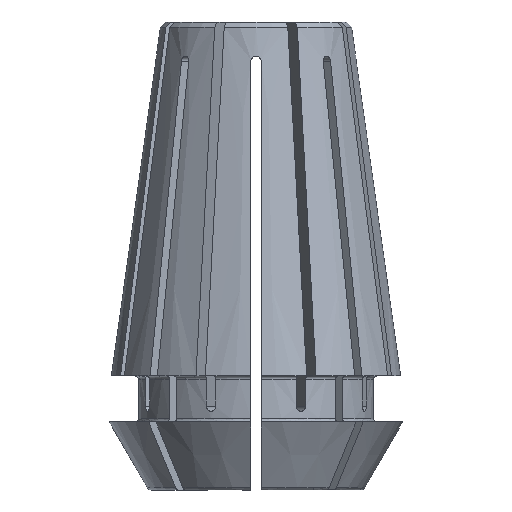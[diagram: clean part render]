
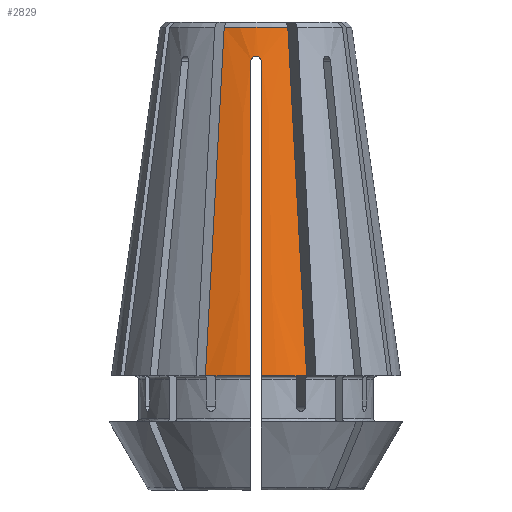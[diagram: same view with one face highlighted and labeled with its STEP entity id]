
A CAD part, front view. The second image highlights one B-rep face of the part: STEP entity #2829.
In plain terms, the highlighted conical face has half-angle 8 degrees and reference radius 5.577 mm.
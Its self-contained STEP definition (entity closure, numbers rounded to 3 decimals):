
#565=B_SPLINE_CURVE_WITH_KNOTS('',3,(#3676,#3677,#3678,#3679),
 .UNSPECIFIED.,.F.,.U.,(4,4),(0.,0.021),
 .UNSPECIFIED.);
#566=B_SPLINE_CURVE_WITH_KNOTS('',3,(#3684,#3685,#3686,#3687),
 .UNSPECIFIED.,.F.,.U.,(4,4),(0.009,0.027),
 .UNSPECIFIED.);
#567=B_SPLINE_CURVE_WITH_KNOTS('',3,(#3689,#3690,#3691,#3692,#3693),
 .UNSPECIFIED.,.F.,.U.,(4,1,4),(0.,0.,
0.),.UNSPECIFIED.);
#568=B_SPLINE_CURVE_WITH_KNOTS('',3,(#3695,#3696,#3697,#3698),
 .UNSPECIFIED.,.F.,.U.,(4,4),(0.009,0.027),
 .UNSPECIFIED.);
#569=B_SPLINE_CURVE_WITH_KNOTS('',3,(#3702,#3703,#3704,#3705),
 .UNSPECIFIED.,.F.,.U.,(4,4),(0.,0.021),
 .UNSPECIFIED.);
#805=VERTEX_POINT('',#3680);
#806=VERTEX_POINT('',#3681);
#807=VERTEX_POINT('',#3683);
#808=VERTEX_POINT('',#3688);
#809=VERTEX_POINT('',#3694);
#810=VERTEX_POINT('',#3699);
#811=VERTEX_POINT('',#3701);
#812=VERTEX_POINT('',#3706);
#1029=CIRCLE('',#3024,8.5);
#1030=CIRCLE('',#3025,8.5);
#1031=CIRCLE('',#3026,5.619);
#1250=EDGE_CURVE('',#805,#806,#565,.T.);
#1251=EDGE_CURVE('',#805,#807,#1029,.T.);
#1252=EDGE_CURVE('',#808,#807,#566,.T.);
#1253=EDGE_CURVE('',#808,#809,#567,.T.);
#1254=EDGE_CURVE('',#809,#810,#568,.T.);
#1255=EDGE_CURVE('',#810,#811,#1030,.T.);
#1256=EDGE_CURVE('',#812,#811,#569,.T.);
#1257=EDGE_CURVE('',#806,#812,#1031,.T.);
#1730=ORIENTED_EDGE('',*,*,#1250,.F.);
#1731=ORIENTED_EDGE('',*,*,#1251,.T.);
#1732=ORIENTED_EDGE('',*,*,#1252,.F.);
#1733=ORIENTED_EDGE('',*,*,#1253,.T.);
#1734=ORIENTED_EDGE('',*,*,#1254,.T.);
#1735=ORIENTED_EDGE('',*,*,#1255,.T.);
#1736=ORIENTED_EDGE('',*,*,#1256,.F.);
#1737=ORIENTED_EDGE('',*,*,#1257,.F.);
#2519=EDGE_LOOP('',(#1730,#1731,#1732,#1733,#1734,#1735,#1736,#1737));
#2674=FACE_BOUND('',#2519,.T.);
#2829=ADVANCED_FACE('',(#2674),#5307,.T.);
#3023=AXIS2_PLACEMENT_3D('',#3675,#4836,#4837);
#3024=AXIS2_PLACEMENT_3D('',#3682,#4838,#4839);
#3025=AXIS2_PLACEMENT_3D('',#3700,#4840,#4841);
#3026=AXIS2_PLACEMENT_3D('',#3707,#4842,#4843);
#3675=CARTESIAN_POINT('',(0.,0.,27.5));
#3676=CARTESIAN_POINT('',(-2.974,-7.963,6.7));
#3677=CARTESIAN_POINT('',(-2.606,-7.075,13.533));
#3678=CARTESIAN_POINT('',(-2.238,-6.187,20.367));
#3679=CARTESIAN_POINT('',(-1.87,-5.299,27.2));
#3680=CARTESIAN_POINT('',(-2.974,-7.963,6.7));
#3681=CARTESIAN_POINT('',(-1.87,-5.299,27.2));
#3682=CARTESIAN_POINT('',(0.,0.,6.7));
#3683=CARTESIAN_POINT('',(-0.3,-8.495,6.7));
#3684=CARTESIAN_POINT('',(-0.3,-5.892,25.2));
#3685=CARTESIAN_POINT('',(-0.3,-6.76,19.033));
#3686=CARTESIAN_POINT('',(-0.3,-7.627,12.867));
#3687=CARTESIAN_POINT('',(-0.3,-8.495,6.7));
#3688=CARTESIAN_POINT('',(-0.3,-5.892,25.2));
#3689=CARTESIAN_POINT('',(-0.3,-5.892,25.2));
#3690=CARTESIAN_POINT('',(-0.3,-5.87,25.357));
#3691=CARTESIAN_POINT('',(0.,-5.845,25.643));
#3692=CARTESIAN_POINT('',(0.3,-5.87,25.357));
#3693=CARTESIAN_POINT('',(0.3,-5.892,25.2));
#3694=CARTESIAN_POINT('',(0.3,-5.892,25.2));
#3695=CARTESIAN_POINT('',(0.3,-5.892,25.2));
#3696=CARTESIAN_POINT('',(0.3,-6.76,19.033));
#3697=CARTESIAN_POINT('',(0.3,-7.627,12.867));
#3698=CARTESIAN_POINT('',(0.3,-8.495,6.7));
#3699=CARTESIAN_POINT('',(0.3,-8.495,6.7));
#3700=CARTESIAN_POINT('',(0.,0.,6.7));
#3701=CARTESIAN_POINT('',(2.974,-7.963,6.7));
#3702=CARTESIAN_POINT('',(1.87,-5.299,27.2));
#3703=CARTESIAN_POINT('',(2.238,-6.187,20.367));
#3704=CARTESIAN_POINT('',(2.606,-7.075,13.533));
#3705=CARTESIAN_POINT('',(2.974,-7.963,6.7));
#3706=CARTESIAN_POINT('',(1.87,-5.299,27.2));
#3707=CARTESIAN_POINT('',(0.,0.,27.2));
#4836=DIRECTION('',(0.,0.,-1.));
#4837=DIRECTION('',(-5.577,0.,0.));
#4838=DIRECTION('',(0.,0.,1.));
#4839=DIRECTION('',(8.5,0.,0.));
#4840=DIRECTION('',(0.,0.,1.));
#4841=DIRECTION('',(8.5,0.,0.));
#4842=DIRECTION('',(0.,0.,1.));
#4843=DIRECTION('',(5.619,0.,0.));
#5307=CONICAL_SURFACE('',#3023,5.577,0.14);
